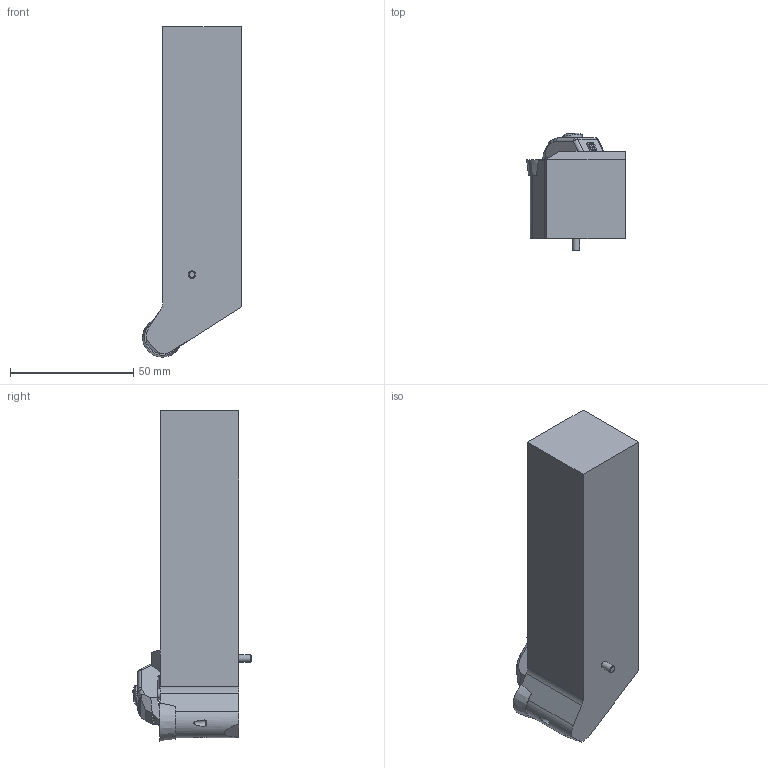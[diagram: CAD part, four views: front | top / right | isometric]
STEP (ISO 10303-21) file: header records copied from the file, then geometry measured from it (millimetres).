
FILE_DESCRIPTION(/* description */ (''),/* implementation_level */ '2;1');
FILE_NAME(/* name */ 'DRSCR3232X16JETI_Basic.stp',/* time_stamp */ '2025-02-10T14:26:39+06:00',/* author */ (''),/* organization */ (''),/* preprocessor_version */ 'ST-DEVELOPER v18.102',/* originating_system */ 'SIEMENS PLM Software NX2206.8101',/* authorisation */ '');
FILE_SCHEMA (('AUTOMOTIVE_DESIGN { 1 0 10303 214 3 1 1 1 }'));
Length unit declared in the file: millimetre
Products named in the file (4): CUT; NOCUT; ASSEMBLY_CONSTRUCTION; A2674084_01_stp_stp
Assembly tree (3 placements, depth 2):
  A2674084_01_stp_stp
    ASSEMBLY_CONSTRUCTION
    NOCUT
    CUT
Bounding box: 40 x 47.88 x 134 mm (x, y, z)
Volume: 131827.8 mm3; surface area: 20565.7 mm2
Topology: 2 solids, 2 shells, 231 faces, 631 edges, 420 vertices
Faces by surface type: plane 94, extrusion 80, cylinder 41, cone 9, sphere 3, torus 3, bspline 1
Full cylindrical faces by diameter (mm): 3 x1, 3.9 x1, 5.6 x1, 6.7 x1, 7.467 x1, 8 x1
Entity records: 8281 total; most frequent: CARTESIAN_POINT 2587, ORIENTED_EDGE 1228, DIRECTION 941, EDGE_CURVE 614, VECTOR 415, VERTEX_POINT 409, LINE 335, AXIS2_PLACEMENT_3D 263
